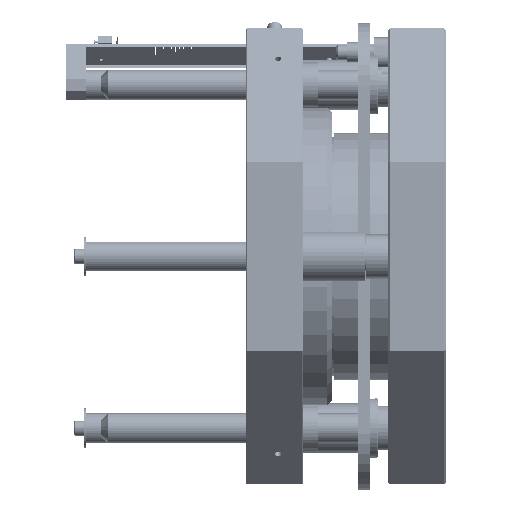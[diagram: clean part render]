
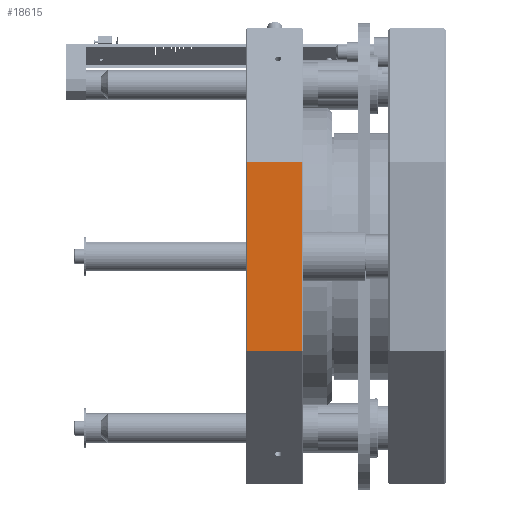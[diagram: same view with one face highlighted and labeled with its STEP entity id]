
A CAD part, left-side view. The second image highlights one B-rep face of the part: STEP entity #18615.
In plain terms, the highlighted planar face has unit normal (-1, 0, 0).
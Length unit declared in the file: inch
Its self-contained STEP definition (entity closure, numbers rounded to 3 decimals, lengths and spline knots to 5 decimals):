
#630 = EDGE_LOOP ( 'NONE', ( #67271, #67124, #67569, #67293 ) ) ;
#6198 = AXIS2_PLACEMENT_3D ( 'NONE', #17782, #17833, #17835 ) ;
#6371 = EDGE_CURVE ( 'NONE', #126369, #126361, #48972, .T. ) ;
#6388 = EDGE_CURVE ( 'NONE', #126369, #126210, #49008, .T. ) ;
#6394 = EDGE_CURVE ( 'NONE', #32572, #126361, #49022, .T. ) ;
#6428 = EDGE_CURVE ( 'NONE', #126210, #32572, #49053, .T. ) ;
#17782 = CARTESIAN_POINT ( 'NONE',  ( -5.75, 3.59, 2.38173 ) ) ;
#17807 = PLANE ( 'NONE',  #6198 ) ;
#17833 = DIRECTION ( 'NONE',  ( 1., 0., 0. ) ) ;
#17835 = DIRECTION ( 'NONE',  ( 0., 0., 1. ) ) ;
#18615 = ADVANCED_FACE ( 'NONE', ( #137808 ), #17807, .F. ) ;
#32572 = VERTEX_POINT ( 'NONE', #92422 ) ;
#47763 = CARTESIAN_POINT ( 'NONE',  ( -5.75, 3.59, -2.38173 ) ) ;
#47770 = DIRECTION ( 'NONE',  ( 0., 1., 0. ) ) ;
#47781 = CARTESIAN_POINT ( 'NONE',  ( -5.75, 3.62, 2.38173 ) ) ;
#47782 = DIRECTION ( 'NONE',  ( 0., 0., 1. ) ) ;
#47784 = CARTESIAN_POINT ( 'NONE',  ( -5.75, 5., 2.38173 ) ) ;
#47785 = DIRECTION ( 'NONE',  ( 0., 0., -1. ) ) ;
#47811 = CARTESIAN_POINT ( 'NONE',  ( -5.75, 3.59, 2.38173 ) ) ;
#47812 = DIRECTION ( 'NONE',  ( 0., 1., 0. ) ) ;
#48972 = LINE ( 'NONE', #47763, #48994 ) ;
#48994 = VECTOR ( 'NONE', #47770, 39.37008 ) ;
#48996 = VECTOR ( 'NONE', #47782, 39.37008 ) ;
#49008 = LINE ( 'NONE', #47781, #48996 ) ;
#49022 = LINE ( 'NONE', #47784, #49024 ) ;
#49024 = VECTOR ( 'NONE', #47785, 39.37008 ) ;
#49053 = LINE ( 'NONE', #47811, #49055 ) ;
#49055 = VECTOR ( 'NONE', #47812, 39.37008 ) ;
#67124 = ORIENTED_EDGE ( 'NONE', *, *, #6394, .T. ) ;
#67271 = ORIENTED_EDGE ( 'NONE', *, *, #6428, .T. ) ;
#67293 = ORIENTED_EDGE ( 'NONE', *, *, #6388, .T. ) ;
#67569 = ORIENTED_EDGE ( 'NONE', *, *, #6371, .F. ) ;
#92422 = CARTESIAN_POINT ( 'NONE',  ( -5.75, 5., 2.38173 ) ) ;
#102476 = CARTESIAN_POINT ( 'NONE',  ( -5.75, 3.62, 2.38173 ) ) ;
#102563 = CARTESIAN_POINT ( 'NONE',  ( -5.75, 5., -2.38173 ) ) ;
#102568 = CARTESIAN_POINT ( 'NONE',  ( -5.75, 3.62, -2.38173 ) ) ;
#126210 = VERTEX_POINT ( 'NONE', #102476 ) ;
#126361 = VERTEX_POINT ( 'NONE', #102563 ) ;
#126369 = VERTEX_POINT ( 'NONE', #102568 ) ;
#137808 = FACE_OUTER_BOUND ( 'NONE', #630, .T. ) ;
